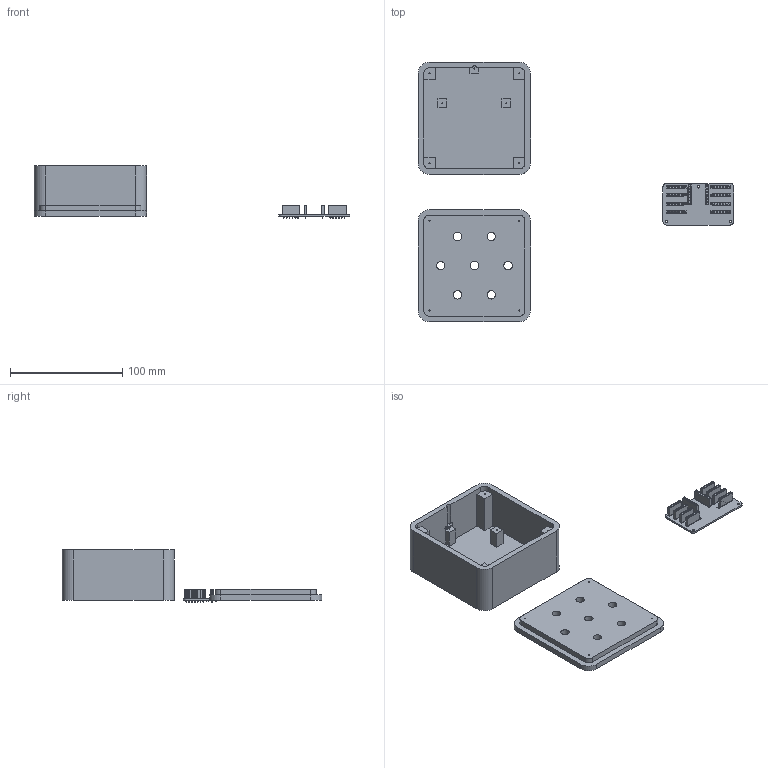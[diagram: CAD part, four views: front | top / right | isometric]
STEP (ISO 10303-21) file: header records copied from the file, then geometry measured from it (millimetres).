
FILE_DESCRIPTION(/* description */ ('STEP AP242','CAx-IF Rec.Pracs.---Representation and Presentation of Product Manufacturing Information (PMI)---4.0---2014-10-13','CAx-IF Rec.Pracs.---3D Tessellated Geometry---0.4---2014-09-14','2;1'),/* implementation_level */ '2;1');
FILE_NAME(/* name */ '690035d3c5ca8faa812a8fb5',/* time_stamp */ '2025-10-28T03:17:41Z',/* author */ (''),/* organization */ (''),/* preprocessor_version */ 'ST-DEVELOPER v20',/* originating_system */ 'ONSHAPE BY PTC INC, 1.205',/* authorisation */ ' ');
FILE_SCHEMA (('AP242_MANAGED_MODEL_BASED_3D_ENGINEERING_MIM_LF { 1 0 10303 442 1 1 4 }'));
Length unit declared in the file: metre
Products named in the file (91): PinSocket_1x06_P2.54mm_Vertical; PinSocket_1x06_P2.54mm_Vertical_1; PinSocket_1x06_P2.54mm_Vertical_2; PinSocket_1x06_P2.54mm_Vertical_3; PinSocket_1x06_P2.54mm_Vertical_4; PinSocket_1x06_P2.54mm_Vertical_5; PinSocket_1x07_P2.54mm_Vertical; PinSocket_1x07_P2.54mm_Vertical_1; PinSocket_1x06_P2.54mm_Vertical_6; PinSocket_1x06_P2.54mm_Vertical_7; Ceramic; Contacts; Contacts (Mirror #1); Overcoat; Ceramic_1; Contacts_1; Contacts (Mirror #1)_1; Overcoat_1; Ceramic_2; Contacts_2; Contacts (Mirror #1)_2; Overcoat_2; Ceramic_3; Contacts_3; Contacts (Mirror #1)_3; Overcoat_3; Ceramic_4; Contacts_4; Contacts (Mirror #1)_4; Overcoat_4; Ceramic_5; Contacts_5; Contacts (Mirror #1)_5; Overcoat_5; Ceramic_6; Contacts_6; Contacts (Mirror #1)_6; Overcoat_6; Ceramic_7; Contacts_7 ...
Bounding box: 281 x 231.2 x 46.51 mm (x, y, z)
Volume: 231382.7 mm3; surface area: 89003 mm2
Topology: 45 solids, 91 shells, 2073 faces, 5641 edges, 3842 vertices
Faces by surface type: plane 1960, cylinder 113
Full cylindrical faces by diameter (mm): 1 x73, 2.1 x3, 5 x4, 7.468 x6, 7.6 x1
Entity records: 65832 total; most frequent: CARTESIAN_POINT 11560, ORIENTED_EDGE 10616, DIRECTION 10249, EDGE_CURVE 5554, LINE 5187, VECTOR 5187, VERTEX_POINT 3842, AXIS2_PLACEMENT_3D 2531
